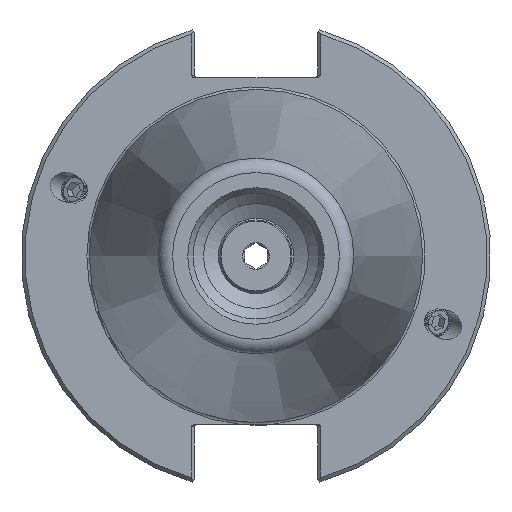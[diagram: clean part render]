
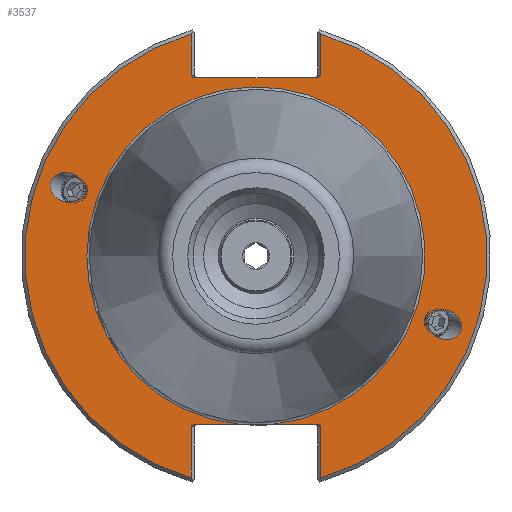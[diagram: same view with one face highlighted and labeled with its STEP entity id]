
A CAD part, left-side view. The second image highlights one B-rep face of the part: STEP entity #3537.
In plain terms, the highlighted planar face has unit normal (-1, 0, 0).
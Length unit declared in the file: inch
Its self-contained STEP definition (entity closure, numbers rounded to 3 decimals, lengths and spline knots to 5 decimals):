
#167=LINE('',#6398,#337);
#175=LINE('',#6430,#345);
#183=LINE('',#6461,#353);
#191=LINE('',#6493,#361);
#193=LINE('',#6518,#363);
#194=LINE('',#6520,#364);
#195=LINE('',#6522,#365);
#337=VECTOR('',#4330,0.33967);
#345=VECTOR('',#4356,0.42367);
#353=VECTOR('',#4380,0.42367);
#361=VECTOR('',#4406,0.33967);
#363=VECTOR('',#4418,0.36464);
#364=VECTOR('',#4421,1.00843);
#365=VECTOR('',#4424,0.36464);
#663=PLANE('',#3825);
#765=CIRCLE('',#3823,1.395);
#767=CIRCLE('',#3826,1.9075);
#768=CIRCLE('',#3827,1.9075);
#897=FACE_BOUND('',#1307,.T.);
#898=FACE_BOUND('',#1308,.T.);
#957=ELLIPSE('',#3723,0.14649,0.12);
#958=ELLIPSE('',#3731,0.14649,0.12);
#962=ELLIPSE('',#3792,0.02828,0.02);
#966=ELLIPSE('',#3801,0.02828,0.02);
#967=ELLIPSE('',#3805,0.02828,0.02);
#971=ELLIPSE('',#3814,0.02828,0.02);
#1048=FACE_OUTER_BOUND('',#1306,.T.);
#1306=EDGE_LOOP('',(#2718,#2719,#2720,#2721,#2722,#2723,#2724,#2725,#2726,
#2727,#2728,#2729,#2730,#2731));
#1307=EDGE_LOOP('',(#2732));
#1308=EDGE_LOOP('',(#2733));
#1620=VERTEX_POINT('',#5189);
#1623=VERTEX_POINT('',#5200);
#1712=VERTEX_POINT('',#6383);
#1713=VERTEX_POINT('',#6385);
#1716=VERTEX_POINT('',#6397);
#1721=VERTEX_POINT('',#6415);
#1722=VERTEX_POINT('',#6417);
#1725=VERTEX_POINT('',#6429);
#1727=VERTEX_POINT('',#6437);
#1728=VERTEX_POINT('',#6438);
#1734=VERTEX_POINT('',#6457);
#1737=VERTEX_POINT('',#6471);
#1738=VERTEX_POINT('',#6473);
#1743=VERTEX_POINT('',#6489);
#1745=VERTEX_POINT('',#6501);
#1746=VERTEX_POINT('',#6502);
#1963=EDGE_CURVE('',#1620,#1620,#957,.T.);
#1966=EDGE_CURVE('',#1623,#1623,#958,.T.);
#2078=EDGE_CURVE('',#1712,#1713,#962,.T.);
#2083=EDGE_CURVE('',#1713,#1716,#167,.T.);
#2092=EDGE_CURVE('',#1721,#1722,#966,.T.);
#2097=EDGE_CURVE('',#1722,#1725,#175,.T.);
#2100=EDGE_CURVE('',#1727,#1728,#967,.T.);
#2111=EDGE_CURVE('',#1734,#1727,#183,.T.);
#2116=EDGE_CURVE('',#1737,#1738,#971,.T.);
#2125=EDGE_CURVE('',#1743,#1737,#191,.T.);
#2129=EDGE_CURVE('',#1745,#1746,#765,.T.);
#2131=EDGE_CURVE('',#1728,#1745,#193,.T.);
#2132=EDGE_CURVE('',#1716,#1734,#767,.T.);
#2133=EDGE_CURVE('',#1738,#1712,#194,.T.);
#2134=EDGE_CURVE('',#1725,#1743,#768,.T.);
#2135=EDGE_CURVE('',#1746,#1721,#195,.T.);
#2718=ORIENTED_EDGE('',*,*,#2129,.F.);
#2719=ORIENTED_EDGE('',*,*,#2131,.F.);
#2720=ORIENTED_EDGE('',*,*,#2100,.F.);
#2721=ORIENTED_EDGE('',*,*,#2111,.F.);
#2722=ORIENTED_EDGE('',*,*,#2132,.F.);
#2723=ORIENTED_EDGE('',*,*,#2083,.F.);
#2724=ORIENTED_EDGE('',*,*,#2078,.F.);
#2725=ORIENTED_EDGE('',*,*,#2133,.F.);
#2726=ORIENTED_EDGE('',*,*,#2116,.F.);
#2727=ORIENTED_EDGE('',*,*,#2125,.F.);
#2728=ORIENTED_EDGE('',*,*,#2134,.F.);
#2729=ORIENTED_EDGE('',*,*,#2097,.F.);
#2730=ORIENTED_EDGE('',*,*,#2092,.F.);
#2731=ORIENTED_EDGE('',*,*,#2135,.F.);
#2732=ORIENTED_EDGE('',*,*,#1963,.T.);
#2733=ORIENTED_EDGE('',*,*,#1966,.T.);
#3537=ADVANCED_FACE('',(#1048,#897,#898),#663,.T.);
#3723=AXIS2_PLACEMENT_3D('',#5190,#4141,#4142);
#3731=AXIS2_PLACEMENT_3D('',#5201,#4157,#4158);
#3792=AXIS2_PLACEMENT_3D('',#6386,#4321,#4322);
#3801=AXIS2_PLACEMENT_3D('',#6418,#4347,#4348);
#3805=AXIS2_PLACEMENT_3D('',#6439,#4360,#4361);
#3814=AXIS2_PLACEMENT_3D('',#6474,#4388,#4389);
#3823=AXIS2_PLACEMENT_3D('',#6514,#4412,#4413);
#3825=AXIS2_PLACEMENT_3D('',#6517,#4416,#4417);
#3826=AXIS2_PLACEMENT_3D('',#6519,#4419,#4420);
#3827=AXIS2_PLACEMENT_3D('',#6521,#4422,#4423);
#4141=DIRECTION('center_axis',(1.,0.,0.));
#4142=DIRECTION('ref_axis',(0.,-0.94,-0.342));
#4157=DIRECTION('center_axis',(1.,0.,0.));
#4158=DIRECTION('ref_axis',(0.,0.94,0.342));
#4321=DIRECTION('center_axis',(-1.,0.,0.));
#4322=DIRECTION('ref_axis',(0.,-1.,0.));
#4330=DIRECTION('',(0.,0.,1.));
#4347=DIRECTION('center_axis',(-1.,0.,0.));
#4348=DIRECTION('ref_axis',(0.,1.,0.));
#4356=DIRECTION('',(0.,0.,-1.));
#4360=DIRECTION('center_axis',(-1.,0.,0.));
#4361=DIRECTION('ref_axis',(0.,-1.,0.));
#4380=DIRECTION('',(0.,0.,1.));
#4388=DIRECTION('center_axis',(-1.,0.,0.));
#4389=DIRECTION('ref_axis',(0.,1.,0.));
#4406=DIRECTION('',(0.,0.,-1.));
#4412=DIRECTION('center_axis',(-1.,0.,0.));
#4413=DIRECTION('ref_axis',(0.,-1.,0.));
#4416=DIRECTION('center_axis',(-1.,0.,0.));
#4417=DIRECTION('ref_axis',(0.,0.,1.));
#4418=DIRECTION('',(0.,1.,0.));
#4419=DIRECTION('center_axis',(1.,0.,0.));
#4420=DIRECTION('ref_axis',(0.,-1.,0.));
#4421=DIRECTION('',(0.,-1.,0.));
#4422=DIRECTION('center_axis',(1.,0.,0.));
#4423=DIRECTION('ref_axis',(0.,1.,0.));
#4424=DIRECTION('',(0.,1.,0.));
#5189=CARTESIAN_POINT('',(0.125,-1.41616,-0.51544));
#5190=CARTESIAN_POINT('Origin',(0.125,-1.55382,-0.56555));
#5200=CARTESIAN_POINT('',(0.125,1.41616,0.51544));
#5201=CARTESIAN_POINT('Origin',(0.125,1.55382,0.56555));
#6383=CARTESIAN_POINT('',(0.125,-0.50422,1.472));
#6385=CARTESIAN_POINT('',(0.125,-0.5325,1.492));
#6386=CARTESIAN_POINT('Origin',(0.125,-0.50422,1.492));
#6397=CARTESIAN_POINT('',(0.125,-0.5325,1.83167));
#6398=CARTESIAN_POINT('',(0.125,-0.5325,0.736));
#6415=CARTESIAN_POINT('',(0.125,0.50422,-1.388));
#6417=CARTESIAN_POINT('',(0.125,0.5325,-1.408));
#6418=CARTESIAN_POINT('Origin',(0.125,0.50422,-1.408));
#6429=CARTESIAN_POINT('',(0.125,0.5325,-1.83167));
#6430=CARTESIAN_POINT('',(0.125,0.5325,-0.694));
#6437=CARTESIAN_POINT('',(0.125,-0.5325,-1.408));
#6438=CARTESIAN_POINT('',(0.125,-0.50422,-1.388));
#6439=CARTESIAN_POINT('Origin',(0.125,-0.50422,-1.408));
#6457=CARTESIAN_POINT('',(0.125,-0.5325,-1.83167));
#6461=CARTESIAN_POINT('',(0.125,-0.5325,-0.694));
#6471=CARTESIAN_POINT('',(0.125,0.5325,1.492));
#6473=CARTESIAN_POINT('',(0.125,0.50422,1.472));
#6474=CARTESIAN_POINT('Origin',(0.125,0.50422,1.492));
#6489=CARTESIAN_POINT('',(0.125,0.5325,1.83167));
#6493=CARTESIAN_POINT('',(0.125,0.5325,0.736));
#6501=CARTESIAN_POINT('',(0.125,-0.13957,-1.388));
#6502=CARTESIAN_POINT('',(0.125,0.13957,-1.388));
#6514=CARTESIAN_POINT('Origin',(0.125,0.,0.));
#6517=CARTESIAN_POINT('Origin',(0.125,1.65625,0.));
#6518=CARTESIAN_POINT('',(0.125,0.82813,-1.388));
#6519=CARTESIAN_POINT('Origin',(0.125,0.,0.));
#6520=CARTESIAN_POINT('',(0.125,0.82813,1.472));
#6521=CARTESIAN_POINT('Origin',(0.125,0.,0.));
#6522=CARTESIAN_POINT('',(0.125,0.82813,-1.388));
